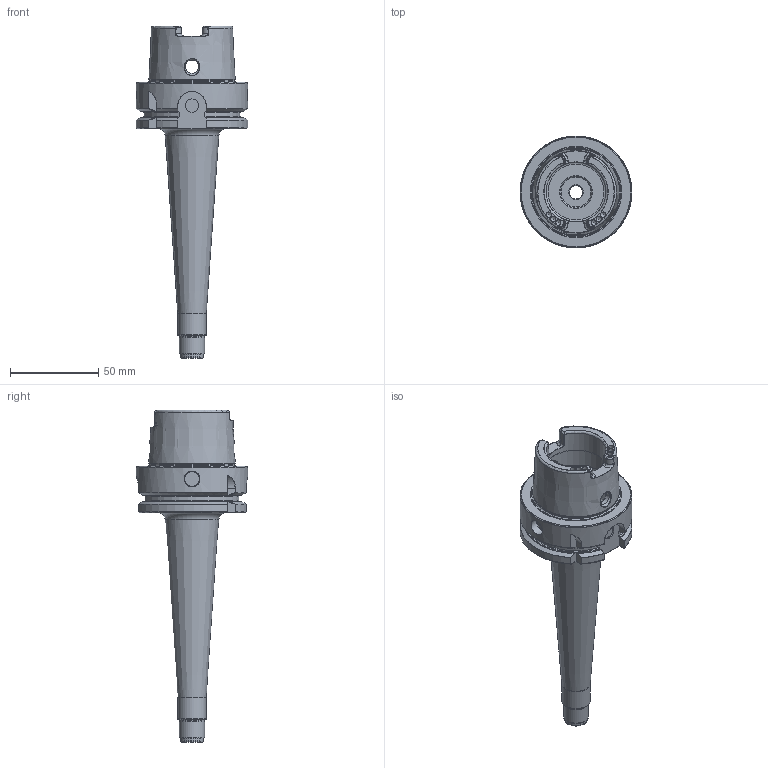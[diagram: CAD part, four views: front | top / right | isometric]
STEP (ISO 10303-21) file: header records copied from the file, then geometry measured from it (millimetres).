
FILE_DESCRIPTION(/* description */ (''),/* implementation_level */ '2;1');
FILE_NAME(/* name */ '556311180.stp',/* time_stamp */ '2021-06-01T08:16:34',/* author */ ('LRA'),/* organization */ ('REGO-FIX'),/* preprocessor_version */ ' Unknown',/* originating_system */ 'SIEMENS PLM Software Solid Edge ST10',/* authorization */ 'Unknown');
FILE_SCHEMA (('AUTOMOTIVE_DESIGN { 1 0 10303 214 2 1 1}'));
Length unit declared in the file: millimetre
Products named in the file (1): NOCUT
Bounding box: 63.3 x 63.3 x 187.7 mm (x, y, z)
Volume: 251899.4 mm3; surface area: 69066.2 mm2
Topology: 2 solids, 2 shells, 289 faces, 763 edges, 486 vertices
Faces by surface type: plane 86, cylinder 84, cone 71, torus 48
Full cylindrical faces by diameter (mm): 3 x12, 7.5 x8, 8.4 x2, 9 x2, 10 x2, 12.7 x1, 13 x1, 14 x2, 14.3 x1, 15.8 x1, 16.1 x1, 16.917 x2, 20 x2, 30.3 x1, 33.7 x2, 34 x2, 40 x2, 48.039 x1, 48.43 x1, 63 x1, 63.3 x1
Entity records: 10430 total; most frequent: CARTESIAN_POINT 2170, DIRECTION 1260, ORIENTED_EDGE 1174, EDGE_CURVE 587, AXIS2_PLACEMENT_3D 544, VERTEX_POINT 439, FACE_BOUND 436, EDGE_LOOP 424
